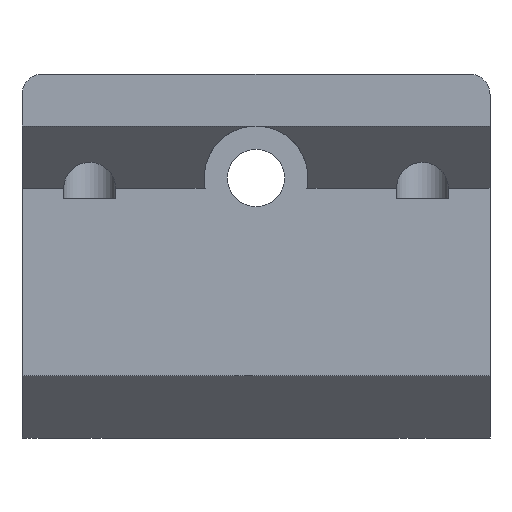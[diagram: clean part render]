
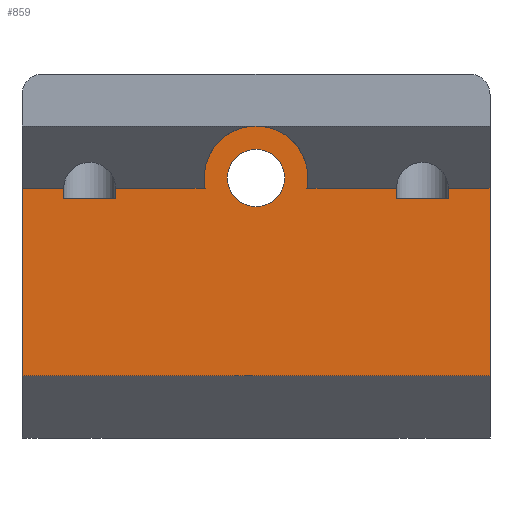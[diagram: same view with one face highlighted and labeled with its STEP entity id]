
A CAD part, left-side view. The second image highlights one B-rep face of the part: STEP entity #859.
In plain terms, the highlighted planar face has unit normal (-1, 0, 0).
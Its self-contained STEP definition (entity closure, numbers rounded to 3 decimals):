
#26=FACE_BOUND('',#129,.T.);
#40=PLANE('',#942);
#78=FACE_OUTER_BOUND('',#128,.T.);
#128=EDGE_LOOP('',(#711,#712,#713,#714,#715,#716,#717,#718,#719,#720,#721,
#722,#723,#724));
#129=EDGE_LOOP('',(#725));
#195=LINE('',#1363,#284);
#209=LINE('',#1397,#298);
#210=LINE('',#1400,#299);
#211=LINE('',#1402,#300);
#212=LINE('',#1404,#301);
#213=LINE('',#1406,#302);
#214=LINE('',#1408,#303);
#215=LINE('',#1410,#304);
#216=LINE('',#1414,#305);
#217=LINE('',#1416,#306);
#218=LINE('',#1418,#307);
#219=LINE('',#1420,#308);
#220=LINE('',#1421,#309);
#284=VECTOR('',#1095,10.);
#298=VECTOR('',#1133,10.);
#299=VECTOR('',#1136,10.);
#300=VECTOR('',#1137,10.);
#301=VECTOR('',#1138,10.);
#302=VECTOR('',#1139,10.);
#303=VECTOR('',#1140,10.);
#304=VECTOR('',#1141,10.);
#305=VECTOR('',#1144,10.);
#306=VECTOR('',#1145,10.);
#307=VECTOR('',#1146,10.);
#308=VECTOR('',#1147,10.);
#309=VECTOR('',#1148,10.);
#353=CIRCLE('',#943,5.);
#354=CIRCLE('',#944,2.75);
#413=VERTEX_POINT('',#1360);
#414=VERTEX_POINT('',#1362);
#422=VERTEX_POINT('',#1395);
#423=VERTEX_POINT('',#1399);
#424=VERTEX_POINT('',#1401);
#425=VERTEX_POINT('',#1403);
#426=VERTEX_POINT('',#1405);
#427=VERTEX_POINT('',#1407);
#428=VERTEX_POINT('',#1409);
#429=VERTEX_POINT('',#1411);
#430=VERTEX_POINT('',#1413);
#431=VERTEX_POINT('',#1415);
#432=VERTEX_POINT('',#1417);
#433=VERTEX_POINT('',#1419);
#434=VERTEX_POINT('',#1422);
#511=EDGE_CURVE('',#413,#414,#195,.T.);
#529=EDGE_CURVE('',#422,#413,#209,.T.);
#530=EDGE_CURVE('',#423,#422,#210,.T.);
#531=EDGE_CURVE('',#424,#423,#211,.T.);
#532=EDGE_CURVE('',#424,#425,#212,.T.);
#533=EDGE_CURVE('',#425,#426,#213,.T.);
#534=EDGE_CURVE('',#426,#427,#214,.T.);
#535=EDGE_CURVE('',#428,#427,#215,.T.);
#536=EDGE_CURVE('',#428,#429,#353,.T.);
#537=EDGE_CURVE('',#430,#429,#216,.T.);
#538=EDGE_CURVE('',#430,#431,#217,.T.);
#539=EDGE_CURVE('',#431,#432,#218,.T.);
#540=EDGE_CURVE('',#432,#433,#219,.T.);
#541=EDGE_CURVE('',#414,#433,#220,.T.);
#542=EDGE_CURVE('',#434,#434,#354,.T.);
#711=ORIENTED_EDGE('',*,*,#529,.F.);
#712=ORIENTED_EDGE('',*,*,#530,.F.);
#713=ORIENTED_EDGE('',*,*,#531,.F.);
#714=ORIENTED_EDGE('',*,*,#532,.T.);
#715=ORIENTED_EDGE('',*,*,#533,.T.);
#716=ORIENTED_EDGE('',*,*,#534,.T.);
#717=ORIENTED_EDGE('',*,*,#535,.F.);
#718=ORIENTED_EDGE('',*,*,#536,.T.);
#719=ORIENTED_EDGE('',*,*,#537,.F.);
#720=ORIENTED_EDGE('',*,*,#538,.T.);
#721=ORIENTED_EDGE('',*,*,#539,.T.);
#722=ORIENTED_EDGE('',*,*,#540,.T.);
#723=ORIENTED_EDGE('',*,*,#541,.F.);
#724=ORIENTED_EDGE('',*,*,#511,.F.);
#725=ORIENTED_EDGE('',*,*,#542,.T.);
#859=ADVANCED_FACE('',(#78,#26),#40,.T.);
#942=AXIS2_PLACEMENT_3D('',#1398,#1134,#1135);
#943=AXIS2_PLACEMENT_3D('',#1412,#1142,#1143);
#944=AXIS2_PLACEMENT_3D('',#1423,#1149,#1150);
#1095=DIRECTION('',(0.,0.,1.));
#1133=DIRECTION('',(0.,1.,0.));
#1134=DIRECTION('center_axis',(-1.,0.,0.));
#1135=DIRECTION('ref_axis',(0.,0.,1.));
#1136=DIRECTION('',(0.,0.,-1.));
#1137=DIRECTION('',(0.,-1.,0.));
#1138=DIRECTION('',(0.,0.,-1.));
#1139=DIRECTION('',(0.,1.,0.));
#1140=DIRECTION('',(0.,0.,1.));
#1141=DIRECTION('',(0.,-1.,0.));
#1142=DIRECTION('center_axis',(-1.,0.,0.));
#1143=DIRECTION('ref_axis',(0.,1.,0.));
#1144=DIRECTION('',(0.,-1.,0.));
#1145=DIRECTION('',(0.,0.,-1.));
#1146=DIRECTION('',(0.,1.,0.));
#1147=DIRECTION('',(0.,0.,1.));
#1148=DIRECTION('',(0.,-1.,0.));
#1149=DIRECTION('center_axis',(1.,0.,0.));
#1150=DIRECTION('ref_axis',(0.,1.,0.));
#1360=CARTESIAN_POINT('',(-21.,22.5,-19.));
#1362=CARTESIAN_POINT('',(-21.,22.5,-1.));
#1363=CARTESIAN_POINT('',(-21.,22.5,-15.));
#1395=CARTESIAN_POINT('',(-21.,-22.5,-19.));
#1397=CARTESIAN_POINT('',(-21.,0.,-19.));
#1398=CARTESIAN_POINT('Origin',(-21.,0.,-25.));
#1399=CARTESIAN_POINT('',(-21.,-22.5,-1.));
#1400=CARTESIAN_POINT('',(-21.,-22.5,-15.));
#1401=CARTESIAN_POINT('',(-21.,-18.5,-1.));
#1402=CARTESIAN_POINT('',(-21.,0.,-1.));
#1403=CARTESIAN_POINT('',(-21.,-18.5,-2.));
#1404=CARTESIAN_POINT('',(-21.,-18.5,10.));
#1405=CARTESIAN_POINT('',(-21.,-13.5,-2.));
#1406=CARTESIAN_POINT('',(-21.,-8.,-2.));
#1407=CARTESIAN_POINT('',(-21.,-13.5,-1.));
#1408=CARTESIAN_POINT('',(-21.,-13.5,10.));
#1409=CARTESIAN_POINT('',(-21.,-4.899,-1.));
#1410=CARTESIAN_POINT('',(-21.,0.,-1.));
#1411=CARTESIAN_POINT('',(-21.,4.899,-1.));
#1412=CARTESIAN_POINT('Origin',(-21.,0.,0.));
#1413=CARTESIAN_POINT('',(-21.,13.5,-1.));
#1414=CARTESIAN_POINT('',(-21.,0.,-1.));
#1415=CARTESIAN_POINT('',(-21.,13.5,-2.));
#1416=CARTESIAN_POINT('',(-21.,13.5,10.));
#1417=CARTESIAN_POINT('',(-21.,18.5,-2.));
#1418=CARTESIAN_POINT('',(-21.,8.,-2.));
#1419=CARTESIAN_POINT('',(-21.,18.5,-1.));
#1420=CARTESIAN_POINT('',(-21.,18.5,10.));
#1421=CARTESIAN_POINT('',(-21.,0.,-1.));
#1422=CARTESIAN_POINT('',(-21.,-2.75,0.));
#1423=CARTESIAN_POINT('Origin',(-21.,0.,0.));
